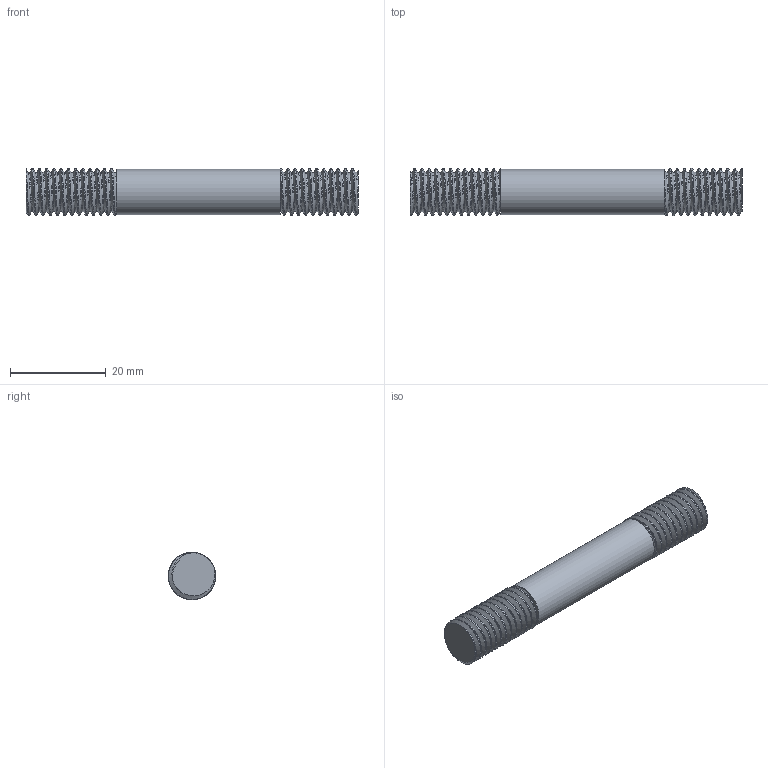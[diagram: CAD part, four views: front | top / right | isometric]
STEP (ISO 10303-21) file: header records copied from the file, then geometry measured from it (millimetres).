
FILE_DESCRIPTION(/* description */ (''),/* implementation_level */ '2;1');
FILE_NAME(/* name */ 'bearingHolder-Low.step',/* time_stamp */ '2025-06-22T16:11:51-04:00',/* author */ (''),/* organization */ (''),/* preprocessor_version */ 'ST-DEVELOPER v20.1',/* originating_system */ 'Autodesk Translation Framework v14.10.0.0',/* authorisation */ '');
FILE_SCHEMA (('AUTOMOTIVE_DESIGN { 1 0 10303 214 3 1 1 }'));
Length unit declared in the file: millimetre
Products named in the file (1): bearingHolder-Low
Bounding box: 69.2 x 9.86 x 9.87 mm (x, y, z)
Volume: 4636 mm3; surface area: 3054.9 mm2
Topology: 3 solids, 3 shells, 62 faces, 168 edges, 112 vertices
Faces by surface type: cylinder 52, plane 6, bspline 4
Full cylindrical faces by diameter (mm): 8.141 x14, 9.5 x1, 9.85 x19
Entity records: 6523 total; most frequent: CARTESIAN_POINT 5142, ORIENTED_EDGE 336, DIRECTION 188, EDGE_CURVE 168, VERTEX_POINT 112, B_SPLINE_CURVE_WITH_KNOTS 109, AXIS2_PLACEMENT_3D 70, FACE_OUTER_BOUND 62
